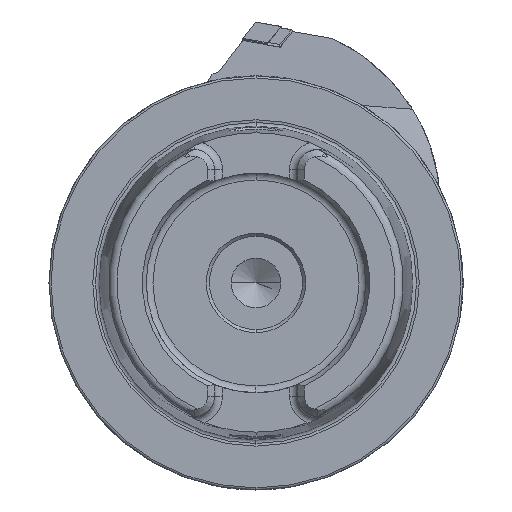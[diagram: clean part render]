
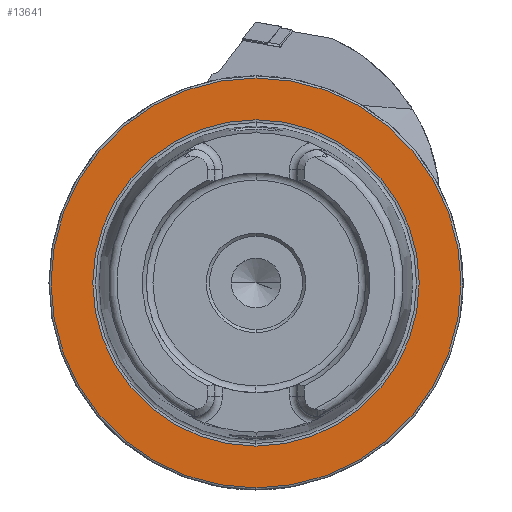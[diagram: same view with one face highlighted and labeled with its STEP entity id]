
A CAD part, left-side view. The second image highlights one B-rep face of the part: STEP entity #13641.
In plain terms, the highlighted planar face has unit normal (-1, 0, 0).
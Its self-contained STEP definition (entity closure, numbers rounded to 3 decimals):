
#352 = ORIENTED_EDGE ( 'NONE', *, *, #10708, .F. ) ;
#353 = ORIENTED_EDGE ( 'NONE', *, *, #11381, .F. ) ;
#354 = ORIENTED_EDGE ( 'NONE', *, *, #11377, .T. ) ;
#355 = ORIENTED_EDGE ( 'NONE', *, *, #10709, .T. ) ;
#1387 = CIRCLE ( 'NONE', #5630, 39.405 ) ;
#1390 = CIRCLE ( 'NONE', #5631, 49.5 ) ;
#4675 = AXIS2_PLACEMENT_3D ( 'NONE', #8042, #8050, #8052 ) ;
#5486 = FACE_BOUND ( 'NONE', #11823, .T. ) ;
#5488 = FACE_OUTER_BOUND ( 'NONE', #11808, .T. ) ;
#5630 = AXIS2_PLACEMENT_3D ( 'NONE', #5937, #5938, #5939 ) ;
#5631 = AXIS2_PLACEMENT_3D ( 'NONE', #5940, #5941, #5942 ) ;
#5687 = AXIS2_PLACEMENT_3D ( 'NONE', #7185, #7186, #7187 ) ;
#5690 = AXIS2_PLACEMENT_3D ( 'NONE', #7196, #7197, #7198 ) ;
#5937 = CARTESIAN_POINT ( 'NONE',  ( 0., 0., 0. ) ) ;
#5938 = DIRECTION ( 'NONE',  ( -1., 0., 0. ) ) ;
#5939 = DIRECTION ( 'NONE',  ( 0., 0., 1. ) ) ;
#5940 = CARTESIAN_POINT ( 'NONE',  ( 0., 0., 0. ) ) ;
#5941 = DIRECTION ( 'NONE',  ( -1., 0., 0. ) ) ;
#5942 = DIRECTION ( 'NONE',  ( 0., 0., 1. ) ) ;
#6535 = CIRCLE ( 'NONE', #5687, 49.5 ) ;
#6538 = CIRCLE ( 'NONE', #5690, 39.405 ) ;
#6893 = CARTESIAN_POINT ( 'NONE',  ( 0., 0., 49.5 ) ) ;
#6894 = CARTESIAN_POINT ( 'NONE',  ( 0., 0., -49.5 ) ) ;
#6898 = CARTESIAN_POINT ( 'NONE',  ( 0., 0., -39.405 ) ) ;
#6899 = CARTESIAN_POINT ( 'NONE',  ( 0., 0., 39.405 ) ) ;
#7185 = CARTESIAN_POINT ( 'NONE',  ( 0., 0., 0. ) ) ;
#7186 = DIRECTION ( 'NONE',  ( -1., 0., 0. ) ) ;
#7187 = DIRECTION ( 'NONE',  ( 0., 0., 1. ) ) ;
#7196 = CARTESIAN_POINT ( 'NONE',  ( 0., 0., 0. ) ) ;
#7197 = DIRECTION ( 'NONE',  ( -1., 0., 0. ) ) ;
#7198 = DIRECTION ( 'NONE',  ( 0., 0., 1. ) ) ;
#8042 = CARTESIAN_POINT ( 'NONE',  ( 0., 49.5, 0. ) ) ;
#8046 = PLANE ( 'NONE',  #4675 ) ;
#8050 = DIRECTION ( 'NONE',  ( 1., 0., 0. ) ) ;
#8052 = DIRECTION ( 'NONE',  ( 0., 0., -1. ) ) ;
#10708 = EDGE_CURVE ( 'NONE', #11325, #11324, #1387, .T. ) ;
#10709 = EDGE_CURVE ( 'NONE', #11320, #11319, #1390, .T. ) ;
#11319 = VERTEX_POINT ( 'NONE', #6893 ) ;
#11320 = VERTEX_POINT ( 'NONE', #6894 ) ;
#11324 = VERTEX_POINT ( 'NONE', #6898 ) ;
#11325 = VERTEX_POINT ( 'NONE', #6899 ) ;
#11377 = EDGE_CURVE ( 'NONE', #11319, #11320, #6535, .T. ) ;
#11381 = EDGE_CURVE ( 'NONE', #11324, #11325, #6538, .T. ) ;
#11808 = EDGE_LOOP ( 'NONE', ( #354, #355 ) ) ;
#11823 = EDGE_LOOP ( 'NONE', ( #352, #353 ) ) ;
#13641 = ADVANCED_FACE ( 'NONE', ( #5486, #5488 ), #8046, .F. ) ;
